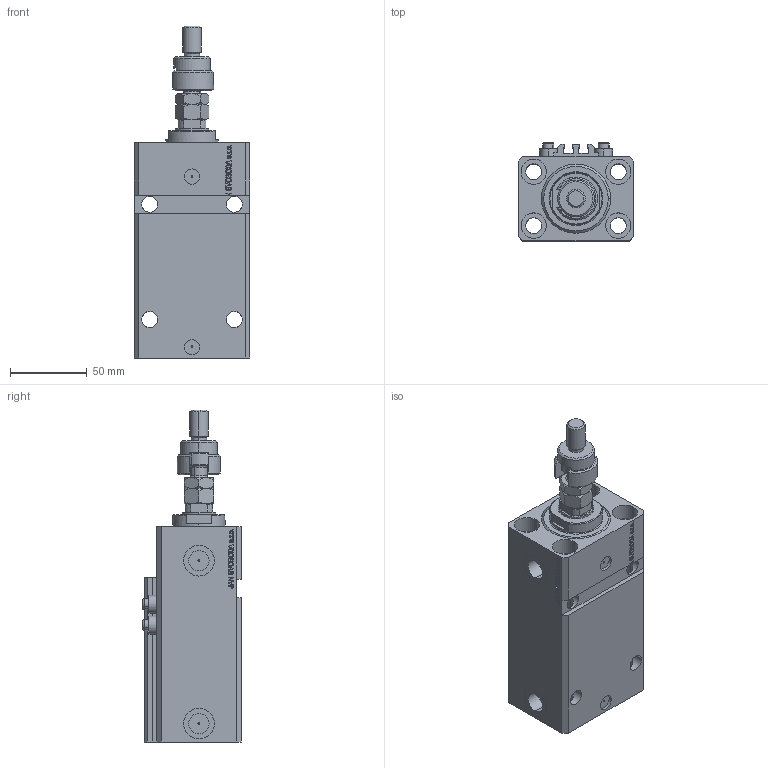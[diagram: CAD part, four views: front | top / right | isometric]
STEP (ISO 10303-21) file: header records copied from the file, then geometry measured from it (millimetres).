
FILE_DESCRIPTION (( 'STEP AP203' ), '1' );
FILE_NAME ('0e1f.STEP', '2023-10-07T18:53:16', ( '' ), ( '' ), 'SwSTEP 2.0', 'SolidWorks 2019', '' );
FILE_SCHEMA (( 'CONFIG_CONTROL_DESIGN' ));
Length unit declared in the file: millimetre
Products named in the file (8): V250CE_C_VCP f24ac259829be59b6d4cf59d908cd9d0; FEMALE_PART_FOR_DFA f24ac259829be59b6d4cf59d908cd9d0; MFA f24ac259829be59b6d4cf59d908cd9d0; ALLEN BOLT V250CE f24ac259829be59b6d4cf59d908cd9d0; 0e1f; V250CE_VC_E f24ac259829be59b6d4cf59d908cd9d0; V250CE_E_Body f24ac259829be59b6d4cf59d908cd9d0; DFA f24ac259829be59b6d4cf59d908cd9d0
Assembly tree (10 placements, depth 3):
  0e1f
    V250CE_E_Body f24ac259829be59b6d4cf59d908cd9d0
    ALLEN BOLT V250CE f24ac259829be59b6d4cf59d908cd9d0  x4
    V250CE_C_VCP f24ac259829be59b6d4cf59d908cd9d0
    V250CE_VC_E f24ac259829be59b6d4cf59d908cd9d0
    DFA f24ac259829be59b6d4cf59d908cd9d0
      FEMALE_PART_FOR_DFA f24ac259829be59b6d4cf59d908cd9d0
      MFA f24ac259829be59b6d4cf59d908cd9d0
Bounding box: 75 x 64 x 216 mm (x, y, z)
Volume: 503099.1 mm3; surface area: 122424.5 mm2
Topology: 10 solids, 10 shells, 1169 faces, 2888 edges, 1847 vertices
Faces by surface type: plane 542, bspline 354, cylinder 159, cone 96, torus 18
Entity records: 50151 total; most frequent: CARTESIAN_POINT 25539, ORIENTED_EDGE 5466, DIRECTION 3725, EDGE_CURVE 2733, VERTEX_POINT 1763, VECTOR 1599, LINE 1599, EDGE_LOOP 1232
